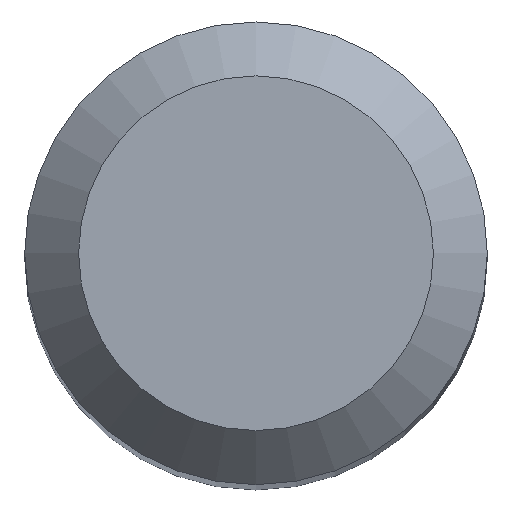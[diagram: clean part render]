
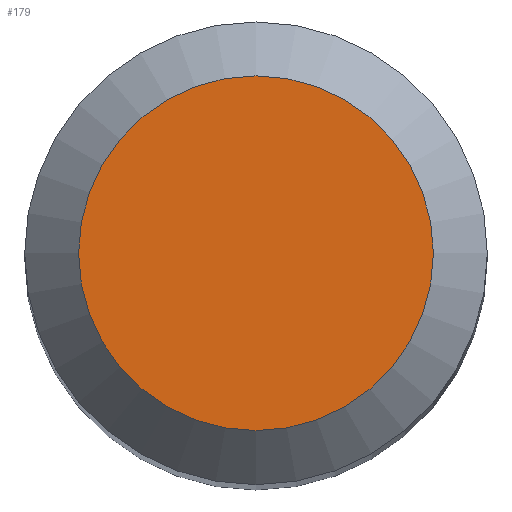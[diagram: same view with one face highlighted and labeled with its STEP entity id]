
A CAD part, top view. The second image highlights one B-rep face of the part: STEP entity #179.
In plain terms, the highlighted planar face has unit normal (0, 0, 1).
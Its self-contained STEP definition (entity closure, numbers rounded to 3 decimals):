
#28 = DIRECTION ( 'NONE',  ( 0., 1., 0. ) ) ;
#35 = VERTEX_POINT ( 'NONE', #133 ) ;
#37 = EDGE_CURVE ( 'NONE', #35, #35, #238, .T. ) ;
#42 = DIRECTION ( 'NONE',  ( 0., 0., -1. ) ) ;
#75 = DIRECTION ( 'NONE',  ( 0., 0., -1. ) ) ;
#94 = PLANE ( 'NONE',  #110 ) ;
#105 = EDGE_LOOP ( 'NONE', ( #193 ) ) ;
#110 = AXIS2_PLACEMENT_3D ( 'NONE', #119, #75, #261 ) ;
#119 = CARTESIAN_POINT ( 'NONE',  ( 0., 0., 66. ) ) ;
#133 = CARTESIAN_POINT ( 'NONE',  ( 0., 2.3, 66. ) ) ;
#142 = AXIS2_PLACEMENT_3D ( 'NONE', #234, #42, #28 ) ;
#179 = ADVANCED_FACE ( 'NONE', ( #223 ), #94, .F. ) ;
#193 = ORIENTED_EDGE ( 'NONE', *, *, #37, .F. ) ;
#223 = FACE_OUTER_BOUND ( 'NONE', #105, .T. ) ;
#234 = CARTESIAN_POINT ( 'NONE',  ( 0., 0., 66. ) ) ;
#238 = CIRCLE ( 'NONE', #142, 2.3 ) ;
#261 = DIRECTION ( 'NONE',  ( 0., 1., 0. ) ) ;
